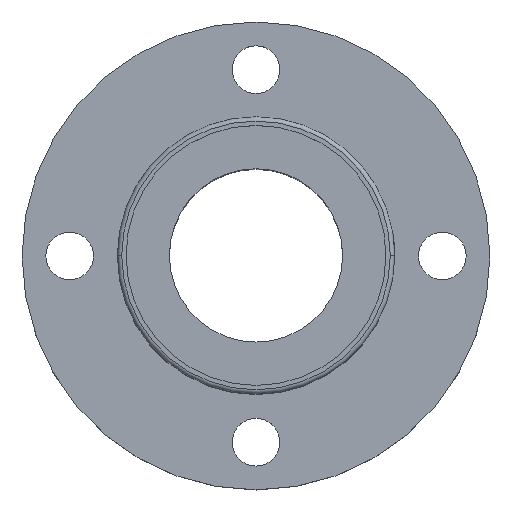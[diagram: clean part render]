
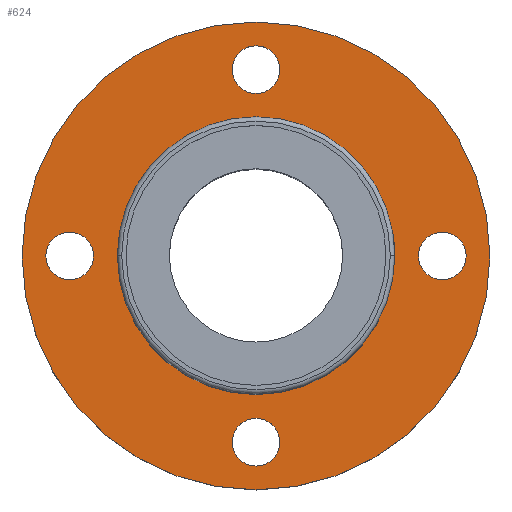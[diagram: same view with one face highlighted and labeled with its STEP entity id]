
A CAD part, top view. The second image highlights one B-rep face of the part: STEP entity #624.
In plain terms, the highlighted planar face has unit normal (0, 0, 1).
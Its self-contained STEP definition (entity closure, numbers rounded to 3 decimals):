
#28 = ORIENTED_EDGE ( 'NONE', *, *, #5774, .F. ) ;
#43 = CIRCLE ( 'NONE', #768, 16. ) ;
#65 = AXIS2_PLACEMENT_3D ( 'NONE', #7314, #2758, #12160 ) ;
#158 = CIRCLE ( 'NONE', #8760, 27. ) ;
#335 = DIRECTION ( 'NONE',  ( 0., 0., -1. ) ) ;
#478 = CARTESIAN_POINT ( 'NONE',  ( 0., 0., 0. ) ) ;
#572 = FACE_BOUND ( 'NONE', #12295, .T. ) ;
#624 = ADVANCED_FACE ( 'NONE', ( #13670, #648, #4358, #6512, #11125, #572 ), #6663, .F. ) ;
#642 = CIRCLE ( 'NONE', #9251, 2.75 ) ;
#648 = FACE_OUTER_BOUND ( 'NONE', #6176, .T. ) ;
#708 = DIRECTION ( 'NONE',  ( 1., 0., 0. ) ) ;
#731 = EDGE_CURVE ( 'NONE', #10730, #4606, #158, .T. ) ;
#735 = EDGE_LOOP ( 'NONE', ( #2628, #8584 ) ) ;
#758 = CIRCLE ( 'NONE', #11338, 2.75 ) ;
#768 = AXIS2_PLACEMENT_3D ( 'NONE', #478, #5196, #708 ) ;
#826 = EDGE_CURVE ( 'NONE', #11210, #8941, #642, .T. ) ;
#860 = VERTEX_POINT ( 'NONE', #14516 ) ;
#928 = DIRECTION ( 'NONE',  ( 0., 0., 1. ) ) ;
#1061 = VERTEX_POINT ( 'NONE', #11344 ) ;
#1474 = CARTESIAN_POINT ( 'NONE',  ( 18.75, 0., 0. ) ) ;
#1735 = DIRECTION ( 'NONE',  ( -1., 0., 0. ) ) ;
#1839 = DIRECTION ( 'NONE',  ( -1., 0., 0. ) ) ;
#2274 = CIRCLE ( 'NONE', #65, 2.75 ) ;
#2278 = EDGE_LOOP ( 'NONE', ( #3920, #9800 ) ) ;
#2628 = ORIENTED_EDGE ( 'NONE', *, *, #10543, .T. ) ;
#2758 = DIRECTION ( 'NONE',  ( 0., 0., -1. ) ) ;
#2817 = AXIS2_PLACEMENT_3D ( 'NONE', #7284, #12134, #3747 ) ;
#3060 = DIRECTION ( 'NONE',  ( -1., 0., 0. ) ) ;
#3405 = EDGE_CURVE ( 'NONE', #1061, #8211, #9461, .T. ) ;
#3421 = VERTEX_POINT ( 'NONE', #13064 ) ;
#3452 = CARTESIAN_POINT ( 'NONE',  ( 0., -21.5, 0. ) ) ;
#3679 = CIRCLE ( 'NONE', #14500, 27. ) ;
#3747 = DIRECTION ( 'NONE',  ( -1., 0., 0. ) ) ;
#3794 = EDGE_CURVE ( 'NONE', #3421, #10022, #11856, .T. ) ;
#3920 = ORIENTED_EDGE ( 'NONE', *, *, #7695, .T. ) ;
#3950 = CARTESIAN_POINT ( 'NONE',  ( 0., 21.5, 0. ) ) ;
#4358 = FACE_BOUND ( 'NONE', #735, .T. ) ;
#4536 = EDGE_CURVE ( 'NONE', #13600, #7279, #758, .T. ) ;
#4606 = VERTEX_POINT ( 'NONE', #5286 ) ;
#4777 = ORIENTED_EDGE ( 'NONE', *, *, #13458, .F. ) ;
#4894 = DIRECTION ( 'NONE',  ( -1., 0., 0. ) ) ;
#5196 = DIRECTION ( 'NONE',  ( 0., 0., 1. ) ) ;
#5286 = CARTESIAN_POINT ( 'NONE',  ( -27., 0., 0. ) ) ;
#5525 = CARTESIAN_POINT ( 'NONE',  ( 0., 0., 0. ) ) ;
#5656 = DIRECTION ( 'NONE',  ( 1., 0., 0. ) ) ;
#5735 = CIRCLE ( 'NONE', #11113, 2.75 ) ;
#5740 = ORIENTED_EDGE ( 'NONE', *, *, #3794, .T. ) ;
#5774 = EDGE_CURVE ( 'NONE', #6275, #860, #43, .T. ) ;
#6176 = EDGE_LOOP ( 'NONE', ( #13220, #4777 ) ) ;
#6275 = VERTEX_POINT ( 'NONE', #15129 ) ;
#6326 = AXIS2_PLACEMENT_3D ( 'NONE', #3452, #335, #10886 ) ;
#6498 = AXIS2_PLACEMENT_3D ( 'NONE', #7339, #13047, #7195 ) ;
#6512 = FACE_BOUND ( 'NONE', #2278, .T. ) ;
#6564 = CIRCLE ( 'NONE', #6326, 2.75 ) ;
#6663 = PLANE ( 'NONE',  #8293 ) ;
#7015 = CARTESIAN_POINT ( 'NONE',  ( 0., 0., 0. ) ) ;
#7095 = ORIENTED_EDGE ( 'NONE', *, *, #4536, .T. ) ;
#7195 = DIRECTION ( 'NONE',  ( -1., 0., 0. ) ) ;
#7279 = VERTEX_POINT ( 'NONE', #1474 ) ;
#7284 = CARTESIAN_POINT ( 'NONE',  ( -21.5, 0., 0. ) ) ;
#7314 = CARTESIAN_POINT ( 'NONE',  ( 21.5, 0., 0. ) ) ;
#7339 = CARTESIAN_POINT ( 'NONE',  ( 0., -21.5, 0. ) ) ;
#7367 = CARTESIAN_POINT ( 'NONE',  ( 21.5, 0., 0. ) ) ;
#7389 = DIRECTION ( 'NONE',  ( -1., 0., 0. ) ) ;
#7453 = AXIS2_PLACEMENT_3D ( 'NONE', #7015, #928, #5656 ) ;
#7575 = EDGE_LOOP ( 'NONE', ( #28, #14344 ) ) ;
#7607 = EDGE_CURVE ( 'NONE', #7279, #13600, #2274, .T. ) ;
#7672 = CARTESIAN_POINT ( 'NONE',  ( 0., 0., 0. ) ) ;
#7695 = EDGE_CURVE ( 'NONE', #8211, #1061, #5735, .T. ) ;
#7747 = DIRECTION ( 'NONE',  ( 0., 0., -1. ) ) ;
#7759 = DIRECTION ( 'NONE',  ( 0., 0., -1. ) ) ;
#7898 = DIRECTION ( 'NONE',  ( 0., 0., -1. ) ) ;
#8211 = VERTEX_POINT ( 'NONE', #14156 ) ;
#8293 = AXIS2_PLACEMENT_3D ( 'NONE', #7672, #7898, #1735 ) ;
#8308 = ORIENTED_EDGE ( 'NONE', *, *, #15247, .T. ) ;
#8397 = CARTESIAN_POINT ( 'NONE',  ( -21.5, 0., 0. ) ) ;
#8432 = DIRECTION ( 'NONE',  ( 0., 0., -1. ) ) ;
#8584 = ORIENTED_EDGE ( 'NONE', *, *, #826, .T. ) ;
#8760 = AXIS2_PLACEMENT_3D ( 'NONE', #5525, #7747, #11279 ) ;
#8941 = VERTEX_POINT ( 'NONE', #14970 ) ;
#9044 = EDGE_CURVE ( 'NONE', #860, #6275, #12362, .T. ) ;
#9251 = AXIS2_PLACEMENT_3D ( 'NONE', #3950, #8432, #4894 ) ;
#9461 = CIRCLE ( 'NONE', #2817, 2.75 ) ;
#9469 = CARTESIAN_POINT ( 'NONE',  ( -2.75, -21.5, 0. ) ) ;
#9800 = ORIENTED_EDGE ( 'NONE', *, *, #3405, .T. ) ;
#10022 = VERTEX_POINT ( 'NONE', #9469 ) ;
#10273 = EDGE_LOOP ( 'NONE', ( #5740, #8308 ) ) ;
#10543 = EDGE_CURVE ( 'NONE', #8941, #11210, #15231, .T. ) ;
#10730 = VERTEX_POINT ( 'NONE', #13292 ) ;
#10776 = DIRECTION ( 'NONE',  ( 0., 0., -1. ) ) ;
#10886 = DIRECTION ( 'NONE',  ( -1., 0., 0. ) ) ;
#11113 = AXIS2_PLACEMENT_3D ( 'NONE', #8397, #10776, #7389 ) ;
#11125 = FACE_BOUND ( 'NONE', #10273, .T. ) ;
#11210 = VERTEX_POINT ( 'NONE', #11850 ) ;
#11279 = DIRECTION ( 'NONE',  ( -1., 0., 0. ) ) ;
#11338 = AXIS2_PLACEMENT_3D ( 'NONE', #7367, #12065, #13364 ) ;
#11344 = CARTESIAN_POINT ( 'NONE',  ( -24.25, 0., 0. ) ) ;
#11850 = CARTESIAN_POINT ( 'NONE',  ( -2.75, 21.5, 0. ) ) ;
#11856 = CIRCLE ( 'NONE', #6498, 2.75 ) ;
#12030 = ORIENTED_EDGE ( 'NONE', *, *, #7607, .T. ) ;
#12065 = DIRECTION ( 'NONE',  ( 0., 0., -1. ) ) ;
#12134 = DIRECTION ( 'NONE',  ( 0., 0., -1. ) ) ;
#12160 = DIRECTION ( 'NONE',  ( -1., 0., 0. ) ) ;
#12295 = EDGE_LOOP ( 'NONE', ( #7095, #12030 ) ) ;
#12362 = CIRCLE ( 'NONE', #7453, 16. ) ;
#12445 = CARTESIAN_POINT ( 'NONE',  ( 0., 21.5, 0. ) ) ;
#12773 = CARTESIAN_POINT ( 'NONE',  ( 24.25, 0., 0. ) ) ;
#13047 = DIRECTION ( 'NONE',  ( 0., 0., -1. ) ) ;
#13064 = CARTESIAN_POINT ( 'NONE',  ( 2.75, -21.5, 0. ) ) ;
#13220 = ORIENTED_EDGE ( 'NONE', *, *, #731, .F. ) ;
#13292 = CARTESIAN_POINT ( 'NONE',  ( 27., 0., 0. ) ) ;
#13364 = DIRECTION ( 'NONE',  ( -1., 0., 0. ) ) ;
#13458 = EDGE_CURVE ( 'NONE', #4606, #10730, #3679, .T. ) ;
#13600 = VERTEX_POINT ( 'NONE', #12773 ) ;
#13670 = FACE_BOUND ( 'NONE', #7575, .T. ) ;
#13698 = CARTESIAN_POINT ( 'NONE',  ( 0., 0., 0. ) ) ;
#13723 = AXIS2_PLACEMENT_3D ( 'NONE', #12445, #7759, #3060 ) ;
#13866 = DIRECTION ( 'NONE',  ( 0., 0., -1. ) ) ;
#14156 = CARTESIAN_POINT ( 'NONE',  ( -18.75, 0., 0. ) ) ;
#14344 = ORIENTED_EDGE ( 'NONE', *, *, #9044, .F. ) ;
#14500 = AXIS2_PLACEMENT_3D ( 'NONE', #13698, #13866, #1839 ) ;
#14516 = CARTESIAN_POINT ( 'NONE',  ( 16., 0., 0. ) ) ;
#14970 = CARTESIAN_POINT ( 'NONE',  ( 2.75, 21.5, 0. ) ) ;
#15129 = CARTESIAN_POINT ( 'NONE',  ( -16., 0., 0. ) ) ;
#15231 = CIRCLE ( 'NONE', #13723, 2.75 ) ;
#15247 = EDGE_CURVE ( 'NONE', #10022, #3421, #6564, .T. ) ;
